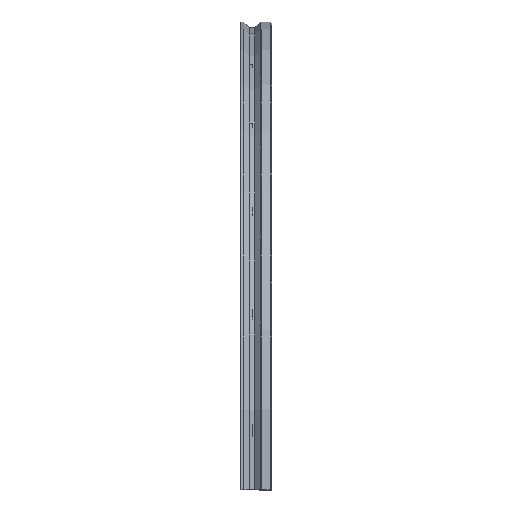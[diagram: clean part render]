
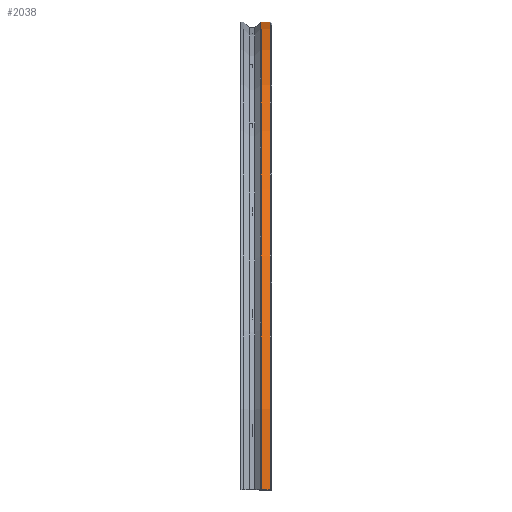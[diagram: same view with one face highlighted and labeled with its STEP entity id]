
A CAD part, left-side view. The second image highlights one B-rep face of the part: STEP entity #2038.
In plain terms, the highlighted cylindrical face has radius 310 mm (diameter 620 mm), a partial arc.
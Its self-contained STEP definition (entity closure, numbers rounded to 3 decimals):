
#21 = EDGE_CURVE ( 'NONE', #3065, #605, #47, .T. ) ;
#47 = CIRCLE ( 'NONE', #1818, 310. ) ;
#139 = CARTESIAN_POINT ( 'NONE',  ( -300., 1., 310. ) ) ;
#382 = CARTESIAN_POINT ( 'NONE',  ( -610., 1., 0. ) ) ;
#518 = VECTOR ( 'NONE', #1336, 1000. ) ;
#605 = VERTEX_POINT ( 'NONE', #1276 ) ;
#679 = CIRCLE ( 'NONE', #1728, 310. ) ;
#707 = EDGE_CURVE ( 'NONE', #2424, #605, #1290, .T. ) ;
#759 = DIRECTION ( 'NONE',  ( -1., 0., 0. ) ) ;
#1002 = CARTESIAN_POINT ( 'NONE',  ( -300., 1., 0. ) ) ;
#1121 = VERTEX_POINT ( 'NONE', #1603 ) ;
#1127 = AXIS2_PLACEMENT_3D ( 'NONE', #2018, #1524, #1307 ) ;
#1159 = CARTESIAN_POINT ( 'NONE',  ( -610., 6.936, 0. ) ) ;
#1276 = CARTESIAN_POINT ( 'NONE',  ( -300., 6.936, 310. ) ) ;
#1290 = LINE ( 'NONE', #1560, #2973 ) ;
#1307 = DIRECTION ( 'NONE',  ( 0., 0., 1. ) ) ;
#1336 = DIRECTION ( 'NONE',  ( 0., 1., 0. ) ) ;
#1449 = DIRECTION ( 'NONE',  ( -1., 0., 0. ) ) ;
#1524 = DIRECTION ( 'NONE',  ( 0., 1., 0. ) ) ;
#1560 = CARTESIAN_POINT ( 'NONE',  ( -300., 0., 310. ) ) ;
#1603 = CARTESIAN_POINT ( 'NONE',  ( -610., 1., 0. ) ) ;
#1728 = AXIS2_PLACEMENT_3D ( 'NONE', #1002, #2225, #759 ) ;
#1818 = AXIS2_PLACEMENT_3D ( 'NONE', #2906, #2185, #1449 ) ;
#1885 = ORIENTED_EDGE ( 'NONE', *, *, #707, .T. ) ;
#2000 = CYLINDRICAL_SURFACE ( 'NONE', #1127, 310. ) ;
#2018 = CARTESIAN_POINT ( 'NONE',  ( -300., 0., 0. ) ) ;
#2038 = ADVANCED_FACE ( 'NONE', ( #2309 ), #2000, .T. ) ;
#2185 = DIRECTION ( 'NONE',  ( 0., 1., 0. ) ) ;
#2201 = ORIENTED_EDGE ( 'NONE', *, *, #2811, .T. ) ;
#2225 = DIRECTION ( 'NONE',  ( 0., 1., 0. ) ) ;
#2309 = FACE_OUTER_BOUND ( 'NONE', #2889, .T. ) ;
#2419 = EDGE_CURVE ( 'NONE', #1121, #3065, #2550, .T. ) ;
#2424 = VERTEX_POINT ( 'NONE', #139 ) ;
#2550 = LINE ( 'NONE', #382, #518 ) ;
#2624 = ORIENTED_EDGE ( 'NONE', *, *, #21, .F. ) ;
#2811 = EDGE_CURVE ( 'NONE', #1121, #2424, #679, .T. ) ;
#2889 = EDGE_LOOP ( 'NONE', ( #2201, #1885, #2624, #3000 ) ) ;
#2906 = CARTESIAN_POINT ( 'NONE',  ( -300., 6.936, 0. ) ) ;
#2973 = VECTOR ( 'NONE', #2980, 1000. ) ;
#2980 = DIRECTION ( 'NONE',  ( 0., 1., 0. ) ) ;
#3000 = ORIENTED_EDGE ( 'NONE', *, *, #2419, .F. ) ;
#3065 = VERTEX_POINT ( 'NONE', #1159 ) ;
